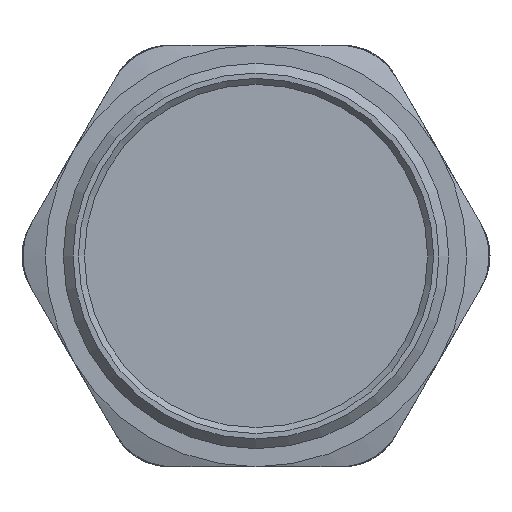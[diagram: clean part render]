
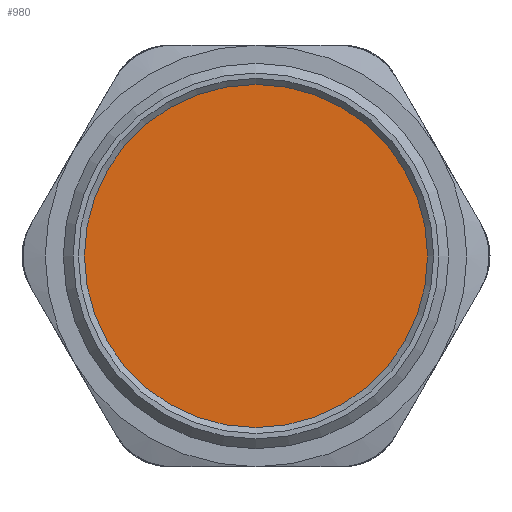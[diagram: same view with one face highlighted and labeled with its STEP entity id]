
A CAD part, front view. The second image highlights one B-rep face of the part: STEP entity #980.
In plain terms, the highlighted planar face has unit normal (0, -1, 0).
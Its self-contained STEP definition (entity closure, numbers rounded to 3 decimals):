
#115=FACE_OUTER_BOUND('',#178,.T.);
#178=EDGE_LOOP('',(#661));
#366=CIRCLE('',#1073,14.25);
#410=VERTEX_POINT('',#1452);
#509=EDGE_CURVE('',#410,#410,#366,.T.);
#661=ORIENTED_EDGE('',*,*,#509,.F.);
#953=PLANE('',#1072);
#980=ADVANCED_FACE('',(#115),#953,.F.);
#1072=AXIS2_PLACEMENT_3D('',#1451,#1188,#1189);
#1073=AXIS2_PLACEMENT_3D('',#1453,#1190,#1191);
#1188=DIRECTION('center_axis',(0.,1.,0.));
#1189=DIRECTION('ref_axis',(0.,0.,1.));
#1190=DIRECTION('center_axis',(0.,1.,0.));
#1191=DIRECTION('ref_axis',(0.,0.,-1.));
#1451=CARTESIAN_POINT('Origin',(1.651,-8.479,0.));
#1452=CARTESIAN_POINT('',(1.651,-8.479,14.25));
#1453=CARTESIAN_POINT('Origin',(1.651,-8.479,0.));
